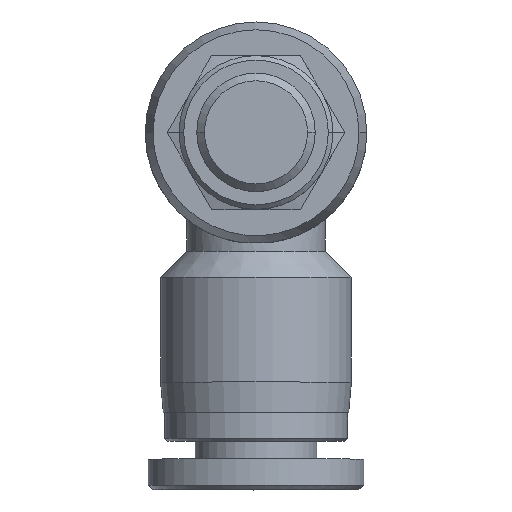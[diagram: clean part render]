
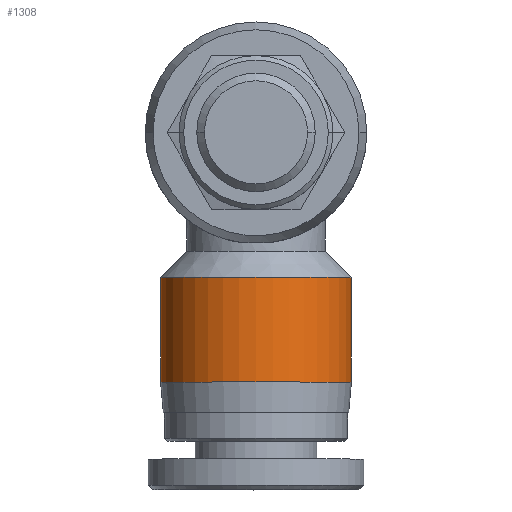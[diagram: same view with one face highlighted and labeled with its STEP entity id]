
A CAD part, top view. The second image highlights one B-rep face of the part: STEP entity #1308.
In plain terms, the highlighted cylindrical face has radius 6.2 mm (diameter 12.4 mm), a partial arc.
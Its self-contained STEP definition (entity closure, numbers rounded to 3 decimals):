
#213=CARTESIAN_POINT('',(-6.2,-1.3,-2.25));
#214=VERTEX_POINT('',#213);
#221=CARTESIAN_POINT('',(6.2,-1.3,-2.25));
#222=VERTEX_POINT('',#221);
#223=CARTESIAN_POINT('',(0.0,-1.3,-2.25));
#224=DIRECTION('',(0.0,1.0,0.0));
#225=DIRECTION('',(-1.0,0.0,0.0));
#226=AXIS2_PLACEMENT_3D('',#223,#224,#225);
#227=CIRCLE('',#226,6.2);
#228=EDGE_CURVE('',#214,#222,#227,.T.);
#516=CARTESIAN_POINT('',(6.2,-8.1,-2.25));
#517=VERTEX_POINT('',#516);
#518=CARTESIAN_POINT('',(6.2,-8.1,-2.25));
#519=DIRECTION('',(0.0,1.0,0.0));
#520=VECTOR('',#519,6.8);
#521=LINE('',#518,#520);
#522=EDGE_CURVE('',#517,#222,#521,.T.);
#524=CARTESIAN_POINT('',(-6.2,-8.1,-2.25));
#525=VERTEX_POINT('',#524);
#533=CARTESIAN_POINT('',(-6.2,-8.1,-2.25));
#534=DIRECTION('',(0.0,1.0,0.0));
#535=VECTOR('',#534,6.8);
#536=LINE('',#533,#535);
#537=EDGE_CURVE('',#525,#214,#536,.T.);
#1287=CARTESIAN_POINT('',(0.0,-8.1,-2.25));
#1288=DIRECTION('',(0.0,-1.0,0.0));
#1289=DIRECTION('',(-1.0,0.0,0.0));
#1290=AXIS2_PLACEMENT_3D('',#1287,#1288,#1289);
#1291=CIRCLE('',#1290,6.2);
#1292=EDGE_CURVE('',#517,#525,#1291,.T.);
#1297=CARTESIAN_POINT('',(0.0,0.4,-2.25));
#1298=DIRECTION('',(0.0,-1.0,0.0));
#1299=DIRECTION('',(1.0,0.0,0.0));
#1300=AXIS2_PLACEMENT_3D('',#1297,#1298,#1299);
#1301=CYLINDRICAL_SURFACE('',#1300,6.2);
#1302=ORIENTED_EDGE('',*,*,#522,.T.);
#1303=ORIENTED_EDGE('',*,*,#228,.F.);
#1304=ORIENTED_EDGE('',*,*,#537,.F.);
#1305=ORIENTED_EDGE('',*,*,#1292,.F.);
#1306=EDGE_LOOP('',(#1302,#1303,#1304,#1305));
#1307=FACE_OUTER_BOUND('',#1306,.T.);
#1308=ADVANCED_FACE('',(#1307),#1301,.T.);
